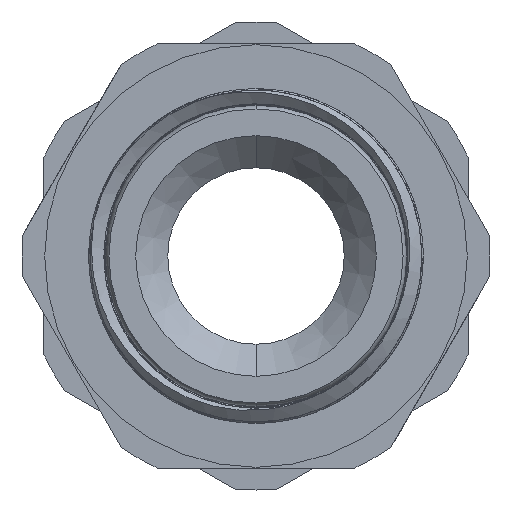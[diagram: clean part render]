
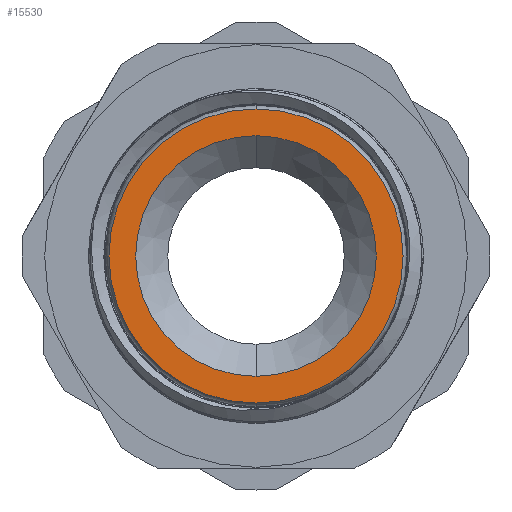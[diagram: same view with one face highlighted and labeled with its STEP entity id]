
A CAD part, front view. The second image highlights one B-rep face of the part: STEP entity #15530.
In plain terms, the highlighted planar face has unit normal (0, -1, 0).
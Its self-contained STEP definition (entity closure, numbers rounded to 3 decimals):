
#707 = AXIS2_PLACEMENT_3D ( 'NONE', #7406, #15914, #20403 ) ;
#1326 = CARTESIAN_POINT ( 'NONE',  ( 0., -15., 4.5 ) ) ;
#1571 = AXIS2_PLACEMENT_3D ( 'NONE', #17810, #15703, #24520 ) ;
#2207 = CIRCLE ( 'NONE', #7991, 5.5 ) ;
#2220 = CARTESIAN_POINT ( 'NONE',  ( 0., -15., 0. ) ) ;
#3071 = CIRCLE ( 'NONE', #18696, 4.5 ) ;
#3683 = DIRECTION ( 'NONE',  ( 0., 0., -1. ) ) ;
#4708 = DIRECTION ( 'NONE',  ( 0., -1., 0. ) ) ;
#4757 = ORIENTED_EDGE ( 'NONE', *, *, #7646, .F. ) ;
#6111 = EDGE_CURVE ( 'NONE', #11689, #26205, #3071, .T. ) ;
#6768 = ORIENTED_EDGE ( 'NONE', *, *, #6111, .F. ) ;
#7406 = CARTESIAN_POINT ( 'NONE',  ( 0., -15., 0. ) ) ;
#7475 = FACE_OUTER_BOUND ( 'NONE', #9008, .T. ) ;
#7646 = EDGE_CURVE ( 'NONE', #12206, #26899, #2207, .T. ) ;
#7859 = ORIENTED_EDGE ( 'NONE', *, *, #19073, .F. ) ;
#7991 = AXIS2_PLACEMENT_3D ( 'NONE', #14145, #27023, #3683 ) ;
#8136 = CARTESIAN_POINT ( 'NONE',  ( 0., -15., -5.5 ) ) ;
#8250 = CIRCLE ( 'NONE', #18058, 5.5 ) ;
#9008 = EDGE_LOOP ( 'NONE', ( #4757, #7859 ) ) ;
#9221 = CARTESIAN_POINT ( 'NONE',  ( 0., -15., 5.5 ) ) ;
#11689 = VERTEX_POINT ( 'NONE', #1326 ) ;
#12206 = VERTEX_POINT ( 'NONE', #9221 ) ;
#13856 = DIRECTION ( 'NONE',  ( 0., 0., -1. ) ) ;
#14145 = CARTESIAN_POINT ( 'NONE',  ( 0., -15., 0. ) ) ;
#15530 = ADVANCED_FACE ( 'NONE', ( #15564, #7475 ), #15981, .T. ) ;
#15564 = FACE_BOUND ( 'NONE', #19594, .T. ) ;
#15703 = DIRECTION ( 'NONE',  ( 0., -1., 0. ) ) ;
#15914 = DIRECTION ( 'NONE',  ( 0., -1., 0. ) ) ;
#15981 = PLANE ( 'NONE',  #1571 ) ;
#16051 = EDGE_CURVE ( 'NONE', #26205, #11689, #23464, .T. ) ;
#16379 = CARTESIAN_POINT ( 'NONE',  ( 0., -15., 0. ) ) ;
#17810 = CARTESIAN_POINT ( 'NONE',  ( -10., -15., 13.2 ) ) ;
#18058 = AXIS2_PLACEMENT_3D ( 'NONE', #16379, #26733, #13856 ) ;
#18696 = AXIS2_PLACEMENT_3D ( 'NONE', #2220, #4708, #21233 ) ;
#19073 = EDGE_CURVE ( 'NONE', #26899, #12206, #8250, .T. ) ;
#19594 = EDGE_LOOP ( 'NONE', ( #23740, #6768 ) ) ;
#20403 = DIRECTION ( 'NONE',  ( 0., 0., -1. ) ) ;
#21233 = DIRECTION ( 'NONE',  ( 0., 0., -1. ) ) ;
#23464 = CIRCLE ( 'NONE', #707, 4.5 ) ;
#23740 = ORIENTED_EDGE ( 'NONE', *, *, #16051, .F. ) ;
#24142 = CARTESIAN_POINT ( 'NONE',  ( 0., -15., -4.5 ) ) ;
#24520 = DIRECTION ( 'NONE',  ( 0., 0., -1. ) ) ;
#26205 = VERTEX_POINT ( 'NONE', #24142 ) ;
#26733 = DIRECTION ( 'NONE',  ( 0., 1., 0. ) ) ;
#26899 = VERTEX_POINT ( 'NONE', #8136 ) ;
#27023 = DIRECTION ( 'NONE',  ( 0., 1., 0. ) ) ;
